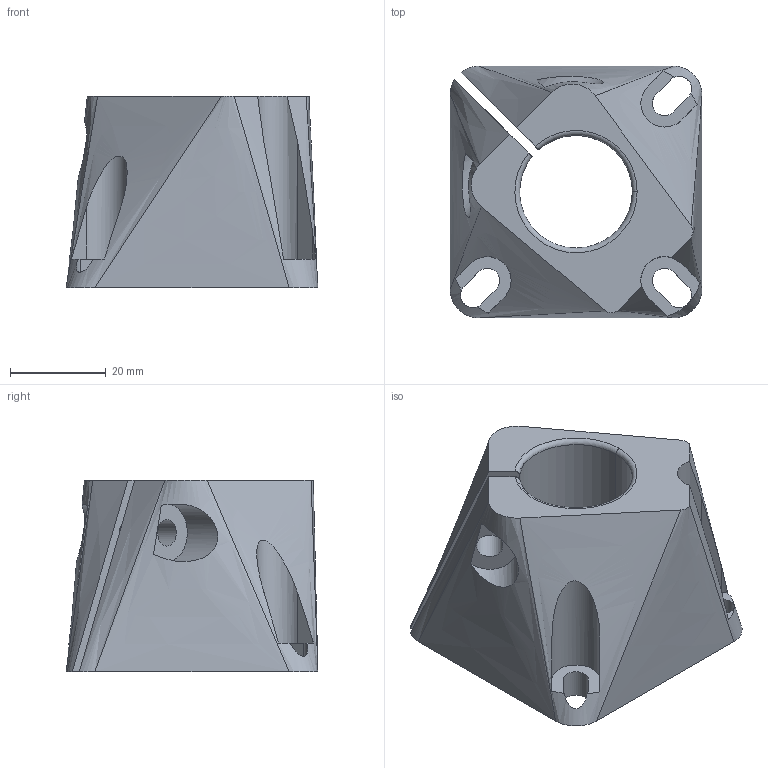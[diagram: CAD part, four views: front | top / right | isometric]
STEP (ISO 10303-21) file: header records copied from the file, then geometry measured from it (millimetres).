
FILE_DESCRIPTION(('FreeCAD Model'),'2;1');
FILE_NAME('Open CASCADE Shape Model','2022-02-13T15:04:39',('Author'),( ''),'Open CASCADE STEP processor 7.5','FreeCAD','Unknown');
FILE_SCHEMA(('AUTOMOTIVE_DESIGN { 1 0 10303 214 1 1 1 1 }'));
Length unit declared in the file: millimetre
Products named in the file (1): NEL Foot
Bounding box: 52.5 x 52.5 x 40 mm (x, y, z)
Volume: 57914.1 mm3; surface area: 15225.8 mm2
Topology: 1 solids, 1 shells, 56 faces, 160 edges, 107 vertices
Faces by surface type: cylinder 22, plane 21, bspline 9, torus 4
Full cylindrical faces by diameter (mm): 5.5 x2
Entity records: 6744 total; most frequent: CARTESIAN_POINT 3787, DIRECTION 470, ORIENTED_EDGE 320, PCURVE 320, DEFINITIONAL_REPRESENTATION 320, LINE 250, VECTOR 250, EDGE_CURVE 160
